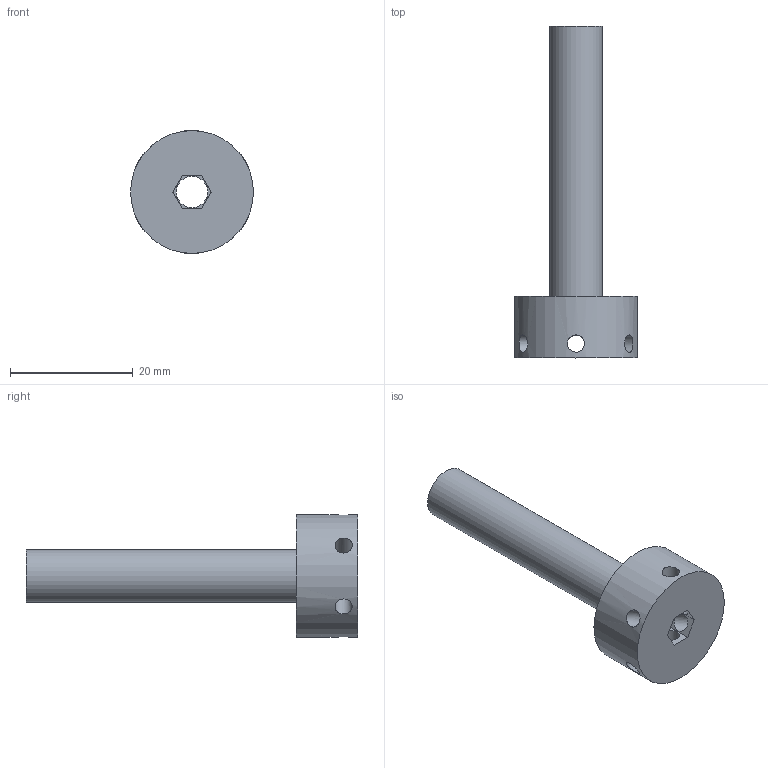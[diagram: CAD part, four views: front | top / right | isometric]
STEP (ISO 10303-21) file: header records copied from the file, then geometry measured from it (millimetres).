
FILE_DESCRIPTION(/* description */ (''),/* implementation_level */ '2;1');
FILE_NAME(/* name */ '30_Cube_Z_Focus_MGN_NEMA_Motorcoupling_Captive_v3.ipt.step',/* time_stamp */ '2022-11-29T08:21:57+01:00',/* author */ ('diederichbenedict'),/* organization */ (''),/* preprocessor_version */ 'ST-DEVELOPER v18.1',/* originating_system */ 'Autodesk Inventor 2022',/* authorisation */ '');
FILE_SCHEMA (('AUTOMOTIVE_DESIGN { 1 0 10303 214 3 1 1 }'));
Length unit declared in the file: millimetre
Products named in the file (1): 30_Cube_Z_Focus_MGN_NEMA_Motorcoupling_Captive_v3
Bounding box: 20 x 54 x 20 mm (x, y, z)
Volume: 4247.2 mm3; surface area: 3575.4 mm2
Topology: 1 solids, 1 shells, 19 faces, 49 edges, 34 vertices
Faces by surface type: plane 10, cylinder 9
Full cylindrical faces by diameter (mm): 2.8 x6, 5.1 x1, 8.5 x1, 20 x1
Entity records: 838 total; most frequent: CARTESIAN_POINT 305, ORIENTED_EDGE 98, DIRECTION 91, EDGE_CURVE 49, EDGE_LOOP 35, VERTEX_POINT 34, AXIS2_PLACEMENT_3D 32, LINE 27
